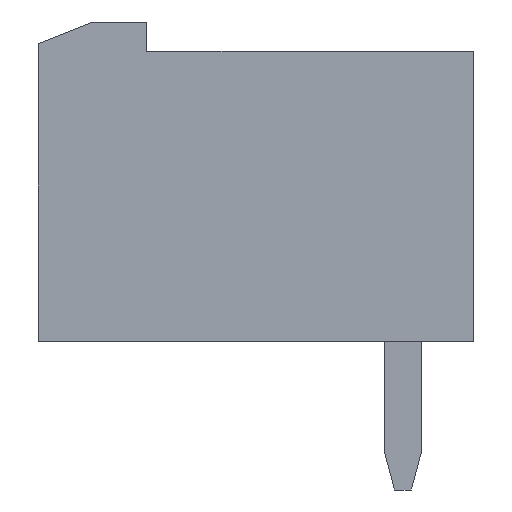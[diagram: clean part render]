
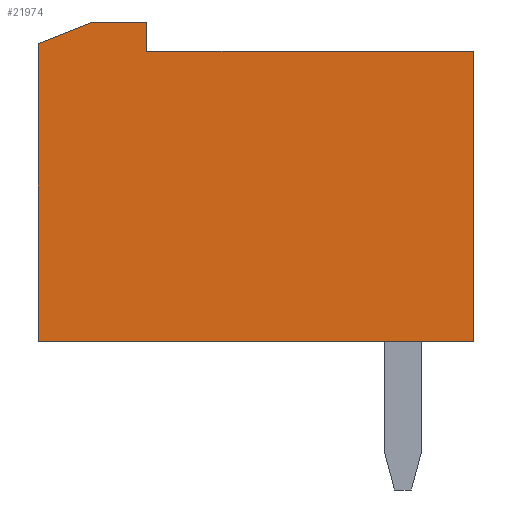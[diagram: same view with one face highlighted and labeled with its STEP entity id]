
A CAD part, left-side view. The second image highlights one B-rep face of the part: STEP entity #21974.
In plain terms, the highlighted planar face has unit normal (-1, 0, 0).
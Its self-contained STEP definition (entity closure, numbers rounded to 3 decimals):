
#424 = CARTESIAN_POINT ( 'NONE',  ( -0.5, 0., -8. ) ) ;
#1136 = DIRECTION ( 'NONE',  ( -1., 0., 0. ) ) ;
#1539 = EDGE_CURVE ( 'NONE', #15822, #19178, #21610, .T. ) ;
#1583 = CARTESIAN_POINT ( 'NONE',  ( -0.5, 9.01, 0. ) ) ;
#1615 = DIRECTION ( 'NONE',  ( 0., 0., 1. ) ) ;
#1866 = AXIS2_PLACEMENT_3D ( 'NONE', #11416, #1136, #13127 ) ;
#2012 = VECTOR ( 'NONE', #8101, 1000. ) ;
#2224 = LINE ( 'NONE', #11885, #20006 ) ;
#2313 = EDGE_LOOP ( 'NONE', ( #19811, #10282, #4851, #17182, #17732, #2386, #14964 ) ) ;
#2386 = ORIENTED_EDGE ( 'NONE', *, *, #16669, .T. ) ;
#2950 = FACE_OUTER_BOUND ( 'NONE', #2313, .T. ) ;
#3777 = CARTESIAN_POINT ( 'NONE',  ( -0.5, 12., -6.5 ) ) ;
#4355 = VERTEX_POINT ( 'NONE', #424 ) ;
#4595 = VERTEX_POINT ( 'NONE', #21720 ) ;
#4851 = ORIENTED_EDGE ( 'NONE', *, *, #6484, .T. ) ;
#5513 = CARTESIAN_POINT ( 'NONE',  ( -0.5, 10.5, 0.8 ) ) ;
#6246 = VECTOR ( 'NONE', #8984, 1000. ) ;
#6484 = EDGE_CURVE ( 'NONE', #4355, #20043, #10073, .T. ) ;
#6555 = VECTOR ( 'NONE', #12569, 1000. ) ;
#7008 = EDGE_CURVE ( 'NONE', #20043, #16264, #16828, .T. ) ;
#7728 = EDGE_CURVE ( 'NONE', #19178, #4595, #10856, .T. ) ;
#8094 = EDGE_CURVE ( 'NONE', #16264, #18134, #2224, .T. ) ;
#8101 = DIRECTION ( 'NONE',  ( 0., 0., 1. ) ) ;
#8984 = DIRECTION ( 'NONE',  ( 0., 0., -1. ) ) ;
#9682 = PLANE ( 'NONE',  #1866 ) ;
#9706 = CARTESIAN_POINT ( 'NONE',  ( -0.5, 9.01, 0.8 ) ) ;
#9848 = CARTESIAN_POINT ( 'NONE',  ( -0.5, 0., -8. ) ) ;
#10073 = LINE ( 'NONE', #9848, #2012 ) ;
#10282 = ORIENTED_EDGE ( 'NONE', *, *, #19496, .T. ) ;
#10444 = DIRECTION ( 'NONE',  ( 0., 1., 0. ) ) ;
#10856 = LINE ( 'NONE', #3777, #6246 ) ;
#11416 = CARTESIAN_POINT ( 'NONE',  ( -0.5, 0., 0. ) ) ;
#11885 = CARTESIAN_POINT ( 'NONE',  ( -0.5, 9.01, 0. ) ) ;
#12569 = DIRECTION ( 'NONE',  ( 0., -1., 0. ) ) ;
#12756 = VECTOR ( 'NONE', #10444, 1000. ) ;
#13127 = DIRECTION ( 'NONE',  ( 0., 0., 1. ) ) ;
#13655 = CARTESIAN_POINT ( 'NONE',  ( -0.5, 0., 0. ) ) ;
#14156 = CARTESIAN_POINT ( 'NONE',  ( -0.5, 10.5, 0.8 ) ) ;
#14297 = CARTESIAN_POINT ( 'NONE',  ( -0.5, 12., -8. ) ) ;
#14964 = ORIENTED_EDGE ( 'NONE', *, *, #1539, .T. ) ;
#15822 = VERTEX_POINT ( 'NONE', #14156 ) ;
#16228 = DIRECTION ( 'NONE',  ( 0., 0.928, -0.371 ) ) ;
#16264 = VERTEX_POINT ( 'NONE', #1583 ) ;
#16669 = EDGE_CURVE ( 'NONE', #18134, #15822, #21387, .T. ) ;
#16828 = LINE ( 'NONE', #13655, #20862 ) ;
#17044 = VECTOR ( 'NONE', #16228, 1000. ) ;
#17163 = DIRECTION ( 'NONE',  ( 0., 1., 0. ) ) ;
#17182 = ORIENTED_EDGE ( 'NONE', *, *, #7008, .T. ) ;
#17732 = ORIENTED_EDGE ( 'NONE', *, *, #8094, .T. ) ;
#17890 = CARTESIAN_POINT ( 'NONE',  ( -0.5, 12., 0.2 ) ) ;
#18134 = VERTEX_POINT ( 'NONE', #9706 ) ;
#19178 = VERTEX_POINT ( 'NONE', #17890 ) ;
#19350 = CARTESIAN_POINT ( 'NONE',  ( -0.5, 0., 0. ) ) ;
#19496 = EDGE_CURVE ( 'NONE', #4595, #4355, #20339, .T. ) ;
#19811 = ORIENTED_EDGE ( 'NONE', *, *, #7728, .T. ) ;
#20006 = VECTOR ( 'NONE', #1615, 1000. ) ;
#20043 = VERTEX_POINT ( 'NONE', #19350 ) ;
#20339 = LINE ( 'NONE', #14297, #6555 ) ;
#20744 = CARTESIAN_POINT ( 'NONE',  ( -0.5, 9.01, 0.8 ) ) ;
#20862 = VECTOR ( 'NONE', #17163, 1000. ) ;
#21387 = LINE ( 'NONE', #20744, #12756 ) ;
#21610 = LINE ( 'NONE', #5513, #17044 ) ;
#21720 = CARTESIAN_POINT ( 'NONE',  ( -0.5, 12., -8. ) ) ;
#21974 = ADVANCED_FACE ( 'NONE', ( #2950 ), #9682, .T. ) ;
